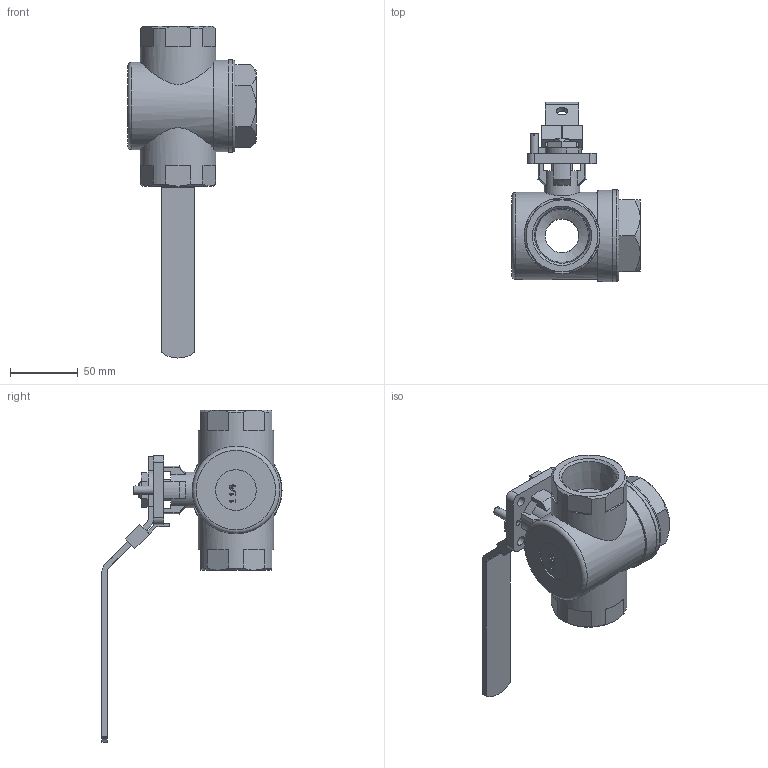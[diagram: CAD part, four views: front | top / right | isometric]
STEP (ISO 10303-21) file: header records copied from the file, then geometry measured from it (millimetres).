
FILE_DESCRIPTION(/* description */ ('STEP AP214'),/* implementation_level */ '2;1');
FILE_NAME(/* name */ '8096948_VZBE-11_4-T-63-F-3L-F05-M-V15V15',/* time_stamp */ '2024-09-18T01:40:16+02:00',/* author */ ('License CC BY-ND 4.0'),/* organization */ ('CADENAS'),/* preprocessor_version */ 'ST-DEVELOPER v19.3',/* originating_system */ 'PARTsolutions',/* authorisation */ ' ');
FILE_SCHEMA (('AUTOMOTIVE_DESIGN {1 0 10303 214 3 1 1}'));
Length unit declared in the file: millimetre
Products named in the file (5): 8096948 VZBE-11/4-T-63-F-3L-F05-M-V15V15; 4834293 VZBE-11/4-T-63-F-3L-F05-V15V15; 4896017 VAOH-F7-11-211-H9-A-32; VZBD-M14n; VZBE-M5p
Assembly tree (4 placements, depth 2):
  8096948 VZBE-11/4-T-63-F-3L-F05-M-V15V15
    4834293 VZBE-11/4-T-63-F-3L-F05-V15V15
    4896017 VAOH-F7-11-211-H9-A-32
    VZBD-M14n
    VZBE-M5p
Bounding box: 94.7 x 132.9 x 245.1 mm (x, y, z)
Volume: 354098.6 mm3; surface area: 76576.6 mm2
Topology: 4 solids, 4 shells, 247 faces, 670 edges, 434 vertices
Faces by surface type: plane 171, cylinder 38, cone 35, torus 3
Full cylindrical faces by diameter (mm): 4.134 x1, 5 x1, 6 x1, 7 x4, 8 x1, 11.835 x1, 25 x2, 26.3 x1, 30 x1, 30.7 x1, 56 x2, 64.5 x1, 67.5 x1, 68 x1
Entity records: 7856 total; most frequent: CARTESIAN_POINT 1630, ORIENTED_EDGE 1252, DIRECTION 1225, EDGE_CURVE 626, VERTEX_POINT 425, LINE 417, VECTOR 417, AXIS2_PLACEMENT_3D 404
